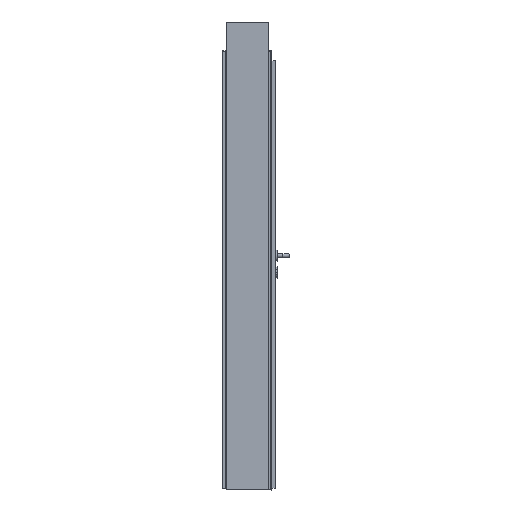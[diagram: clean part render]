
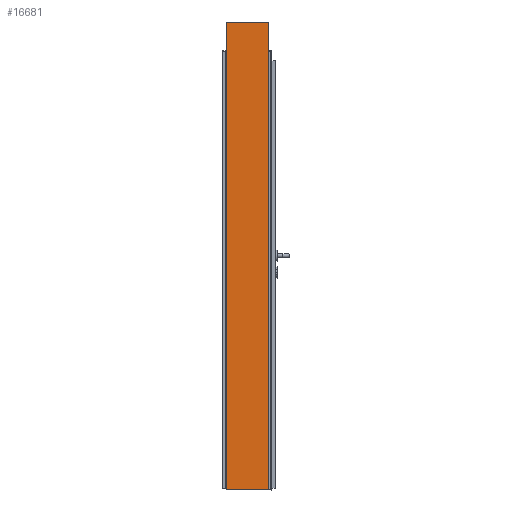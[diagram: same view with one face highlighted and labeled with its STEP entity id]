
A CAD part, left-side view. The second image highlights one B-rep face of the part: STEP entity #16681.
In plain terms, the highlighted planar face has unit normal (-1, 0, 0).
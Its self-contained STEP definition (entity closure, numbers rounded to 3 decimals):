
#16681=ADVANCED_FACE('',(#31729),#26045,.T.);
#26045=PLANE('',#164174);
#31729=FACE_OUTER_BOUND('',#39949,.T.);
#39949=EDGE_LOOP('',(#50826,#50827,#50828,#50829));
#50826=ORIENTED_EDGE('',*,*,#110304,.T.);
#50827=ORIENTED_EDGE('',*,*,#110303,.T.);
#50828=ORIENTED_EDGE('',*,*,#110305,.F.);
#50829=ORIENTED_EDGE('',*,*,#110283,.T.);
#95446=VERTEX_POINT('',#220927);
#95448=VERTEX_POINT('',#220930);
#95460=VERTEX_POINT('',#220966);
#95461=VERTEX_POINT('',#220968);
#110283=EDGE_CURVE('',#95448,#95446,#132607,.T.);
#110303=EDGE_CURVE('',#95460,#95461,#132627,.T.);
#110304=EDGE_CURVE('',#95446,#95460,#132628,.T.);
#110305=EDGE_CURVE('',#95448,#95461,#132629,.T.);
#132607=LINE('',#220929,#148295);
#132627=LINE('',#220969,#148315);
#132628=LINE('',#220971,#148316);
#132629=LINE('',#220972,#148317);
#148295=VECTOR('',#177798,1.);
#148315=VECTOR('',#177830,1.);
#148316=VECTOR('',#177833,1.);
#148317=VECTOR('',#177834,1.);
#164174=AXIS2_PLACEMENT_3D('',#220973,#177835,#177836);
#177798=DIRECTION('',(0.,-1.,0.));
#177830=DIRECTION('',(0.,1.,0.));
#177833=DIRECTION('',(0.,0.,1.));
#177834=DIRECTION('',(0.,0.,1.));
#177835=DIRECTION('',(-1.,0.,0.));
#177836=DIRECTION('',(0.,0.,1.));
#220927=CARTESIAN_POINT('',(-515.,-26.,-6.25));
#220929=CARTESIAN_POINT('',(-515.,174.4,-6.25));
#220930=CARTESIAN_POINT('',(-515.,174.4,-6.25));
#220966=CARTESIAN_POINT('',(-515.,-26.,2213.75));
#220968=CARTESIAN_POINT('',(-515.,174.4,2213.75));
#220969=CARTESIAN_POINT('',(-515.,174.4,2213.75));
#220971=CARTESIAN_POINT('',(-515.,-26.,2213.75));
#220972=CARTESIAN_POINT('',(-515.,174.4,2213.75));
#220973=CARTESIAN_POINT('',(-515.,174.4,2213.75));
